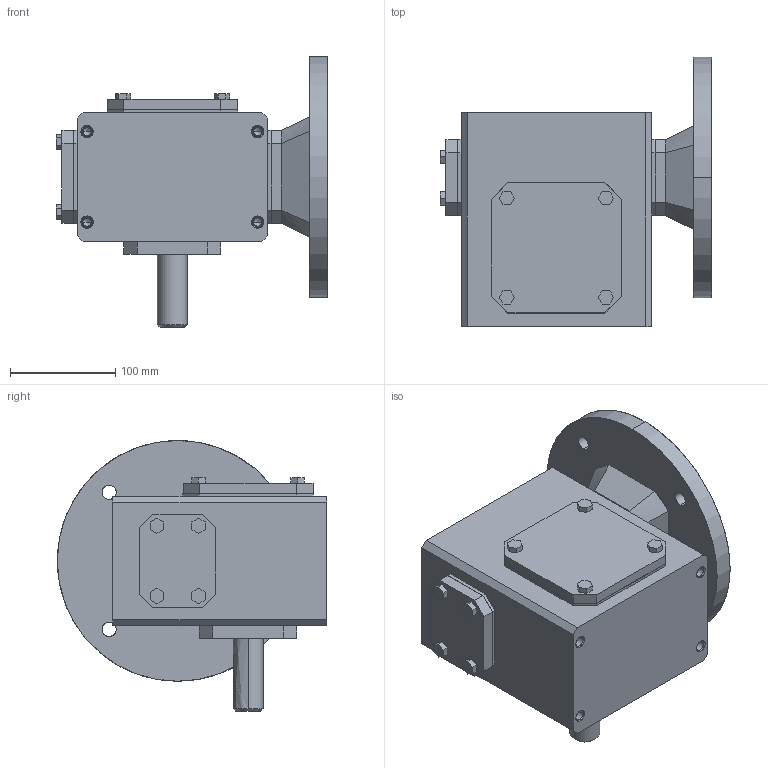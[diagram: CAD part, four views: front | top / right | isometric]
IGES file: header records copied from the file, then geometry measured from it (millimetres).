
Start section: SolidWorks IGES file using analytic representation for surfaces
Global section: file name: 26DEFAU0812232243019.igs; native system: SolidWorks 2017; preprocessor: SolidWorks 2017; author: partstream; date: 170812.232207; units: inch
Bounding box: 257.76 x 255.78 x 257.3 mm (x, y, z)
Surface area: 310401.8 mm2 (no closed solid volume)
Topology: 0 solids, 0 shells, 395 faces, 3878 edges, 3854 vertices
Faces by surface type: bspline 275, revolution 120
